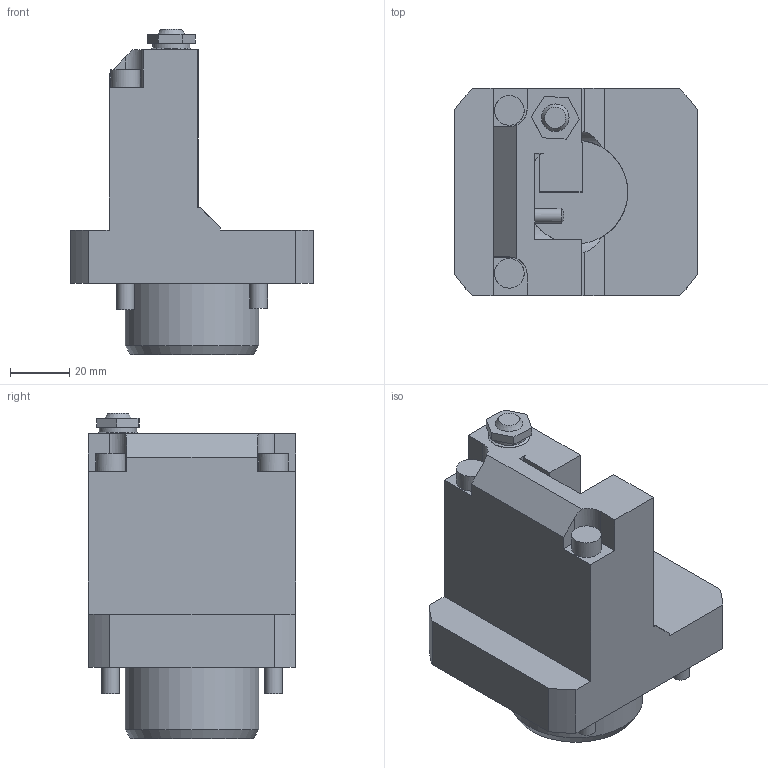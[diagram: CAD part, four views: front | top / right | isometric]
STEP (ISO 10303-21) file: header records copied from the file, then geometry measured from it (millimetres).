
FILE_DESCRIPTION(/* description */ (''),/* implementation_level */ '2;1');
FILE_NAME(/* name */ '10001080652nxv000_00_214.stp',/* time_stamp */ '2022-07-29T11:24:39+02:00',/* author */ (''),/* organization */ (''),/* preprocessor_version */ 'ST-DEVELOPER v16.7',/* originating_system */ 'SIEMENS PLM Software NX 12.0',/* authorisation */ '');
FILE_SCHEMA (('AUTOMOTIVE_DESIGN { 1 0 10303 214 3 1 1 1 }'));
Length unit declared in the file: millimetre
Products named in the file (1): 10001080652nxv000_00
Bounding box: 82 x 70 x 109.78 mm (x, y, z)
Volume: 245740.2 mm3; surface area: 37869.3 mm2
Topology: 1 solids, 1 shells, 82 faces, 211 edges, 142 vertices
Faces by surface type: plane 56, cylinder 22, cone 3, sphere 1
Full cylindrical faces by diameter (mm): 5 x1, 6 x4, 10 x2, 12.6 x1, 14 x1, 34.98 x1, 45 x1
Entity records: 2428 total; most frequent: CARTESIAN_POINT 452, DIRECTION 407, ORIENTED_EDGE 376, EDGE_CURVE 188, AXIS2_PLACEMENT_3D 140, VERTEX_POINT 134, LINE 127, VECTOR 127
